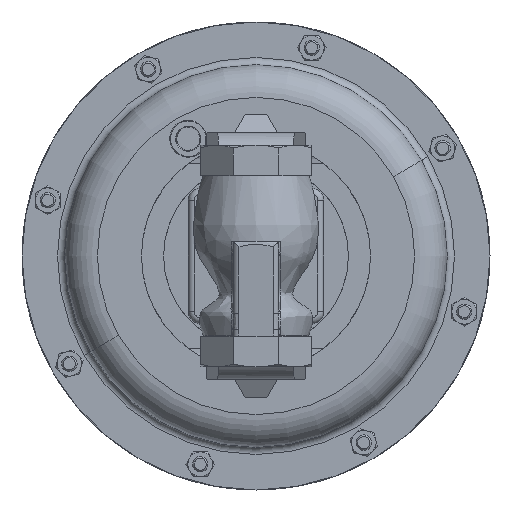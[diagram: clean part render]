
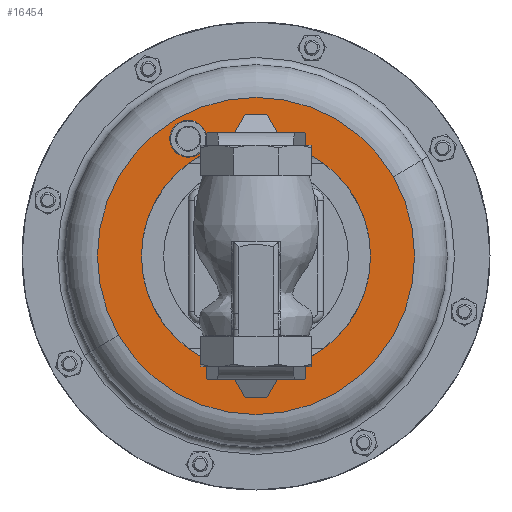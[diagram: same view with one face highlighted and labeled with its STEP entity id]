
A CAD part, front view. The second image highlights one B-rep face of the part: STEP entity #16454.
In plain terms, the highlighted planar face has unit normal (0, -1, 0).
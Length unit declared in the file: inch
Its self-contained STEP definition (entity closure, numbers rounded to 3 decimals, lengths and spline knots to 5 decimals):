
#135 = CIRCLE ( 'NONE', #30107, 2.325 ) ;
#749 = CARTESIAN_POINT ( 'NONE',  ( 0.11671, 9.88119, 6.16175 ) ) ;
#1022 = VERTEX_POINT ( 'NONE', #14723 ) ;
#1128 = DIRECTION ( 'NONE',  ( 0., 1., 0. ) ) ;
#1273 = DIRECTION ( 'NONE',  ( 0.866, 0., 0.5 ) ) ;
#2672 = CARTESIAN_POINT ( 'NONE',  ( 1.49171, 9.88119, 3.78018 ) ) ;
#3249 = DIRECTION ( 'NONE',  ( -0.999, 0., -0.035 ) ) ;
#4523 = CIRCLE ( 'NONE', #24744, 0.375 ) ;
#5179 = DIRECTION ( 'NONE',  ( 1., 0., 0. ) ) ;
#5194 = CARTESIAN_POINT ( 'NONE',  ( -1.29602, 9.88119, 2.17068 ) ) ;
#5455 = CIRCLE ( 'NONE', #24112, 3.219 ) ;
#5552 = CARTESIAN_POINT ( 'NONE',  ( 0.49149, 9.88119, 6.17481 ) ) ;
#5599 = CIRCLE ( 'NONE', #7460, 3.219 ) ;
#5988 = CARTESIAN_POINT ( 'NONE',  ( 3.81671, 9.88119, 3.78018 ) ) ;
#7460 = AXIS2_PLACEMENT_3D ( 'NONE', #28109, #13211, #30601 ) ;
#7869 = FACE_OUTER_BOUND ( 'NONE', #22201, .T. ) ;
#8130 = DIRECTION ( 'NONE',  ( 0., 1., 0. ) ) ;
#8594 = VERTEX_POINT ( 'NONE', #13755 ) ;
#9528 = EDGE_LOOP ( 'NONE', ( #15385, #12249 ) ) ;
#10673 = EDGE_CURVE ( 'NONE', #25118, #8594, #4523, .T. ) ;
#12249 = ORIENTED_EDGE ( 'NONE', *, *, #10673, .T. ) ;
#13211 = DIRECTION ( 'NONE',  ( 0., 1., 0. ) ) ;
#13376 = VERTEX_POINT ( 'NONE', #5194 ) ;
#13487 = EDGE_CURVE ( 'NONE', #13376, #21872, #5599, .T. ) ;
#13660 = CIRCLE ( 'NONE', #25701, 2.325 ) ;
#13687 = FACE_BOUND ( 'NONE', #9528, .T. ) ;
#13755 = CARTESIAN_POINT ( 'NONE',  ( -0.25806, 9.88119, 6.14869 ) ) ;
#13789 = AXIS2_PLACEMENT_3D ( 'NONE', #14064, #31463, #16576 ) ;
#14064 = CARTESIAN_POINT ( 'NONE',  ( 0.11671, 9.88119, 6.16175 ) ) ;
#14723 = CARTESIAN_POINT ( 'NONE',  ( -0.83329, 9.88119, 3.78018 ) ) ;
#15385 = ORIENTED_EDGE ( 'NONE', *, *, #20978, .T. ) ;
#15988 = ORIENTED_EDGE ( 'NONE', *, *, #22510, .T. ) ;
#16010 = CARTESIAN_POINT ( 'NONE',  ( 1.49171, 9.88119, 3.78018 ) ) ;
#16144 = DIRECTION ( 'NONE',  ( 0., -1., 0. ) ) ;
#16454 = ADVANCED_FACE ( 'NONE', ( #26157, #7869, #13687 ), #26046, .T. ) ;
#16576 = DIRECTION ( 'NONE',  ( -0.999, 0., -0.035 ) ) ;
#17231 = EDGE_CURVE ( 'NONE', #19598, #1022, #13660, .T. ) ;
#18145 = DIRECTION ( 'NONE',  ( 0., 1., 0. ) ) ;
#18502 = DIRECTION ( 'NONE',  ( -0.866, 0., -0.5 ) ) ;
#19119 = EDGE_CURVE ( 'NONE', #21872, #13376, #5455, .T. ) ;
#19598 = VERTEX_POINT ( 'NONE', #5988 ) ;
#20057 = DIRECTION ( 'NONE',  ( 0., 1., 0. ) ) ;
#20281 = AXIS2_PLACEMENT_3D ( 'NONE', #21055, #16144, #1273 ) ;
#20978 = EDGE_CURVE ( 'NONE', #8594, #25118, #31694, .T. ) ;
#21055 = CARTESIAN_POINT ( 'NONE',  ( -0.11779, 9.88119, 6.56792 ) ) ;
#21872 = VERTEX_POINT ( 'NONE', #25026 ) ;
#21897 = ORIENTED_EDGE ( 'NONE', *, *, #17231, .T. ) ;
#22201 = EDGE_LOOP ( 'NONE', ( #26733, #23838 ) ) ;
#22510 = EDGE_CURVE ( 'NONE', #1022, #19598, #135, .T. ) ;
#23040 = CARTESIAN_POINT ( 'NONE',  ( 1.49171, 9.88119, 3.78018 ) ) ;
#23838 = ORIENTED_EDGE ( 'NONE', *, *, #19119, .F. ) ;
#24112 = AXIS2_PLACEMENT_3D ( 'NONE', #16010, #1128, #18502 ) ;
#24744 = AXIS2_PLACEMENT_3D ( 'NONE', #749, #18145, #3249 ) ;
#25026 = CARTESIAN_POINT ( 'NONE',  ( 4.27945, 9.88119, 5.38968 ) ) ;
#25118 = VERTEX_POINT ( 'NONE', #5552 ) ;
#25534 = DIRECTION ( 'NONE',  ( 1., 0., 0. ) ) ;
#25701 = AXIS2_PLACEMENT_3D ( 'NONE', #2672, #20057, #5179 ) ;
#26046 = PLANE ( 'NONE',  #20281 ) ;
#26157 = FACE_BOUND ( 'NONE', #26435, .T. ) ;
#26435 = EDGE_LOOP ( 'NONE', ( #21897, #15988 ) ) ;
#26733 = ORIENTED_EDGE ( 'NONE', *, *, #13487, .F. ) ;
#28109 = CARTESIAN_POINT ( 'NONE',  ( 1.49171, 9.88119, 3.78018 ) ) ;
#30107 = AXIS2_PLACEMENT_3D ( 'NONE', #23040, #8130, #25534 ) ;
#30601 = DIRECTION ( 'NONE',  ( -0.866, 0., -0.5 ) ) ;
#31463 = DIRECTION ( 'NONE',  ( 0., 1., 0. ) ) ;
#31694 = CIRCLE ( 'NONE', #13789, 0.375 ) ;
